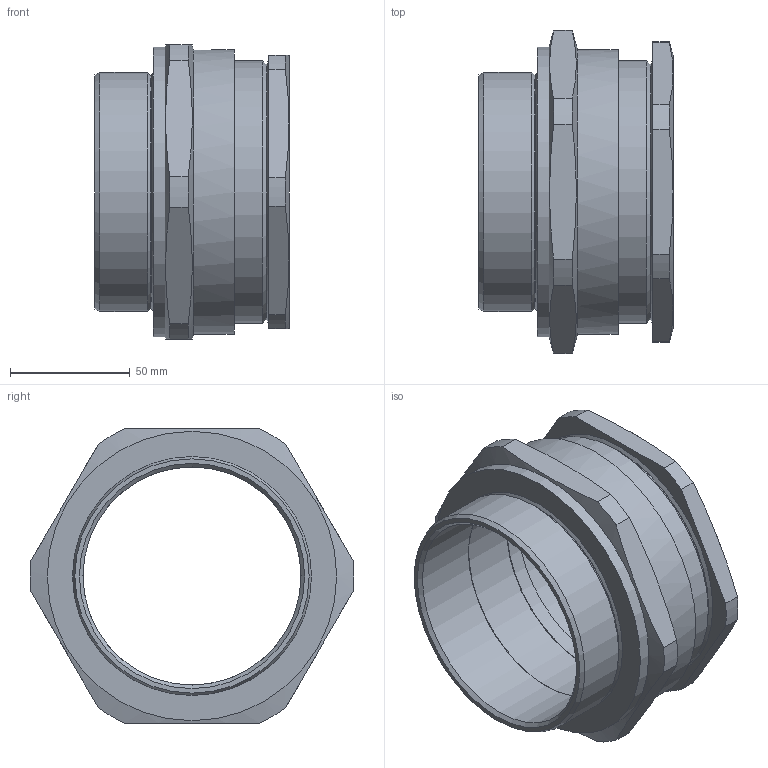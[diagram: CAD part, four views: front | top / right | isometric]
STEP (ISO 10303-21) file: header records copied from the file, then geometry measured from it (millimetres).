
FILE_DESCRIPTION (( 'STEP AP203' ), '1' );
FILE_NAME ('100A21RA.STEP', '2017-10-03T14:17:21', ( '' ), ( '' ), 'SwSTEP 2.0', 'SolidWorks 2017', '' );
FILE_SCHEMA (( 'CONFIG_CONTROL_DESIGN' ));
Length unit declared in the file: millimetre
Products named in the file (1): 100A21RA
Bounding box: 81.17 x 135.23 x 123 mm (x, y, z)
Surface area: 76527.1 mm2 (no closed solid volume)
Topology: 0 solids, 4 shells, 58 faces, 137 edges, 87 vertices
Faces by surface type: cylinder 21, plane 20, cone 16, torus 1
Full cylindrical faces by diameter (mm): 91.2 x1, 92 x1, 97.337 x1, 97.45 x1, 100 x1, 106.83 x1, 110 x1, 119 x1, 121 x1
Entity records: 1738 total; most frequent: CARTESIAN_POINT 417, DIRECTION 268, ORIENTED_EDGE 220, AXIS2_PLACEMENT_3D 119, EDGE_CURVE 114, EDGE_LOOP 86, VERTEX_POINT 84, FACE_OUTER_BOUND 68
